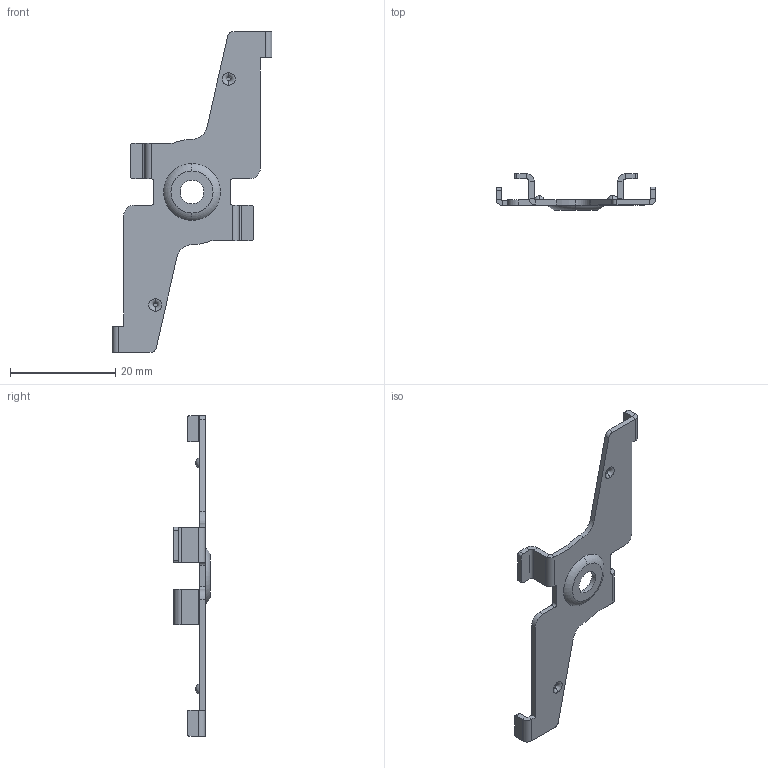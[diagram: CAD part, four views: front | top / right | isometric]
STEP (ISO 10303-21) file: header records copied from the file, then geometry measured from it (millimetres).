
FILE_DESCRIPTION (( 'STEP AP203' ), '1' );
FILE_NAME ('S-20-S1 S1S-celling base-Economic.STEP', '2022-06-15T00:41:46', ( 'ylmfeng' ), ( 'ylmfeng.com' ), 'SwSTEP 2.0', 'SolidWorks 2018', '' );
FILE_SCHEMA (( 'CONFIG_CONTROL_DESIGN' ));
Length unit declared in the file: millimetre
Products named in the file (1): S-20-S1 S1S-celling base-Economic
Bounding box: 30.4 x 7 x 61 mm (x, y, z)
Volume: 880 mm3; surface area: 1970.9 mm2
Topology: 1 solids, 1 shells, 108 faces, 252 edges, 152 vertices
Faces by surface type: plane 62, cylinder 34, torus 12
Entity records: 3137 total; most frequent: DIRECTION 574, CARTESIAN_POINT 513, ORIENTED_EDGE 504, EDGE_CURVE 252, AXIS2_PLACEMENT_3D 213, VERTEX_POINT 152, VECTOR 148, LINE 148
